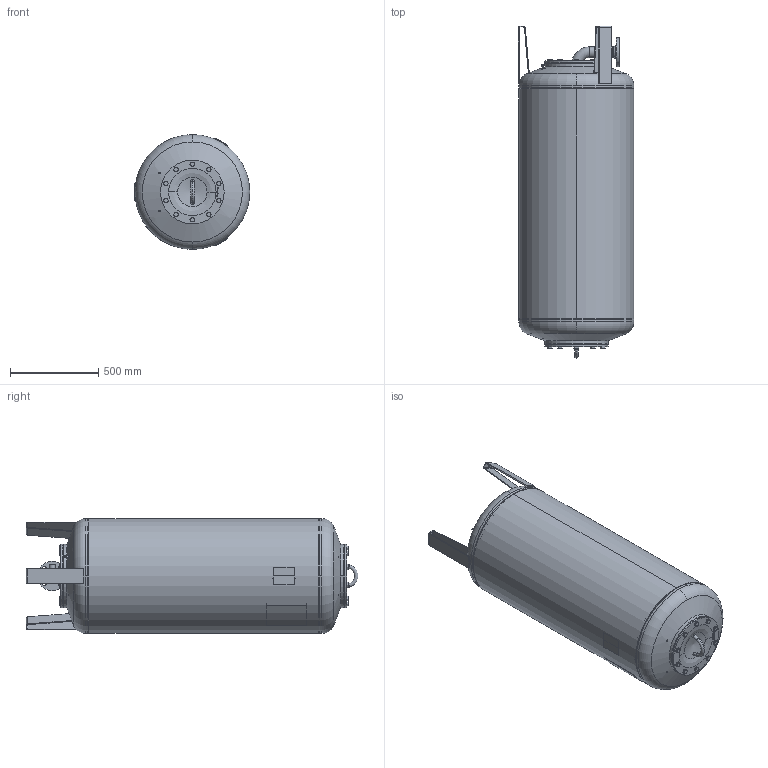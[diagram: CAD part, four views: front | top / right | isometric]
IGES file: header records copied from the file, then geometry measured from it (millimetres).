
Global section: file name: No Iges File Name specified; native system: Autodesk Inventor 2009; preprocessor: AutoDesk Inventor Iges Exporter R2009; author: CADJOBServer; date: 20091015.172144; units: millimetre
Bounding box: 654.24 x 1879.05 x 650 mm (x, y, z)
Volume: 407956063.5 mm3; surface area: 12374156.6 mm2
Topology: 32 solids, 32 shells, 1618 faces, 4094 edges, 2646 vertices
Faces by surface type: plane 603, bspline 344, cone 200, cylinder 199, revolution 195, torus 70, sphere 7
